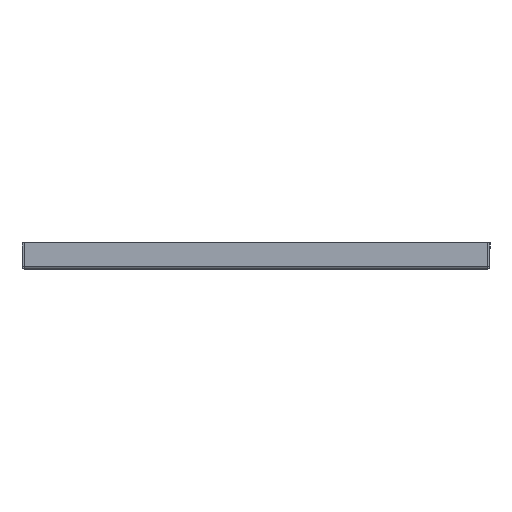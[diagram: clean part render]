
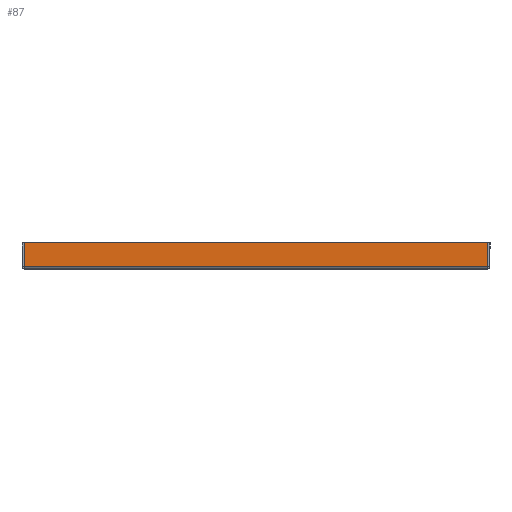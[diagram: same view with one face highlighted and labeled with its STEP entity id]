
A CAD part, left-side view. The second image highlights one B-rep face of the part: STEP entity #87.
In plain terms, the highlighted planar face has unit normal (-1, 0, 0).
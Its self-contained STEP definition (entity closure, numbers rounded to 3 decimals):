
#87 = ADVANCED_FACE ( 'NONE', ( #3185 ), #1905, .F. ) ;
#620 = CARTESIAN_POINT ( 'NONE',  ( -948.5, -145.99, 1.6 ) ) ;
#621 = DIRECTION ( 'NONE',  ( 0., 1., 0. ) ) ;
#622 = CARTESIAN_POINT ( 'NONE',  ( -948.5, 145.99, 1.5 ) ) ;
#625 = CARTESIAN_POINT ( 'NONE',  ( -948.5, -145.99, 16.5 ) ) ;
#626 = DIRECTION ( 'NONE',  ( 0., 0., 1. ) ) ;
#628 = DIRECTION ( 'NONE',  ( 0., 0., -1. ) ) ;
#638 = CARTESIAN_POINT ( 'NONE',  ( -948.5, 145.99, 16.5 ) ) ;
#639 = DIRECTION ( 'NONE',  ( 0., 1., 0. ) ) ;
#882 = CARTESIAN_POINT ( 'NONE',  ( -948.5, 145.99, 16.5 ) ) ;
#907 = CARTESIAN_POINT ( 'NONE',  ( -948.5, -145.99, 16.5 ) ) ;
#946 = CARTESIAN_POINT ( 'NONE',  ( -948.5, 145.99, 1.6 ) ) ;
#953 = CARTESIAN_POINT ( 'NONE',  ( -948.5, -145.99, 1.6 ) ) ;
#1141 = EDGE_CURVE ( 'NONE', #1528, #1521, #3668, .T. ) ;
#1143 = EDGE_CURVE ( 'NONE', #1528, #1482, #3676, .T. ) ;
#1144 = EDGE_CURVE ( 'NONE', #1457, #1521, #3672, .T. ) ;
#1149 = EDGE_CURVE ( 'NONE', #1482, #1457, #3679, .T. ) ;
#1316 = AXIS2_PLACEMENT_3D ( 'NONE', #1898, #1910, #1911 ) ;
#1457 = VERTEX_POINT ( 'NONE', #882 ) ;
#1482 = VERTEX_POINT ( 'NONE', #907 ) ;
#1521 = VERTEX_POINT ( 'NONE', #946 ) ;
#1528 = VERTEX_POINT ( 'NONE', #953 ) ;
#1898 = CARTESIAN_POINT ( 'NONE',  ( -948.5, -145.99, 1.5 ) ) ;
#1905 = PLANE ( 'NONE',  #1316 ) ;
#1910 = DIRECTION ( 'NONE',  ( 1., 0., 0. ) ) ;
#1911 = DIRECTION ( 'NONE',  ( 0., 0., -1. ) ) ;
#2719 = ORIENTED_EDGE ( 'NONE', *, *, #1144, .T. ) ;
#2720 = ORIENTED_EDGE ( 'NONE', *, *, #1149, .T. ) ;
#2721 = ORIENTED_EDGE ( 'NONE', *, *, #1143, .T. ) ;
#2722 = ORIENTED_EDGE ( 'NONE', *, *, #1141, .F. ) ;
#2959 = EDGE_LOOP ( 'NONE', ( #2722, #2721, #2720, #2719 ) ) ;
#3185 = FACE_OUTER_BOUND ( 'NONE', #2959, .T. ) ;
#3668 = LINE ( 'NONE', #620, #3669 ) ;
#3669 = VECTOR ( 'NONE', #621, 1000. ) ;
#3672 = LINE ( 'NONE', #622, #3678 ) ;
#3676 = LINE ( 'NONE', #625, #3677 ) ;
#3677 = VECTOR ( 'NONE', #626, 1000. ) ;
#3678 = VECTOR ( 'NONE', #628, 1000. ) ;
#3679 = LINE ( 'NONE', #638, #3684 ) ;
#3684 = VECTOR ( 'NONE', #639, 1000. ) ;
